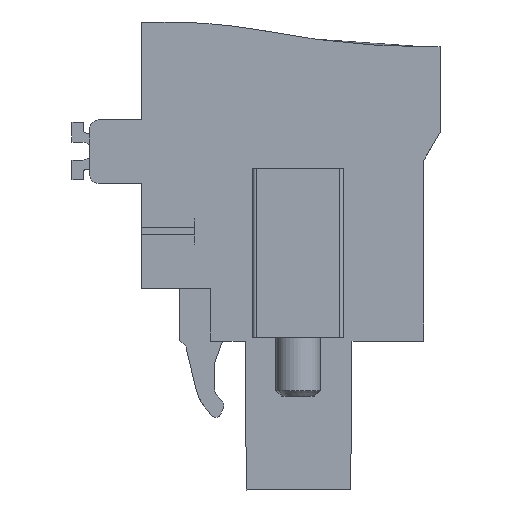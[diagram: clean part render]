
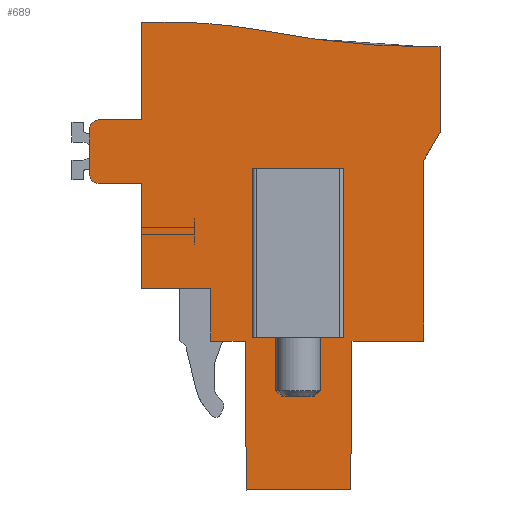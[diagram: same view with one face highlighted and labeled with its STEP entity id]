
A CAD part, left-side view. The second image highlights one B-rep face of the part: STEP entity #689.
In plain terms, the highlighted planar face has unit normal (-1, 0, 0).
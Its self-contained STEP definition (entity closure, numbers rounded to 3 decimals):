
#196=AXIS2_PLACEMENT_3D('Circle Axis2P3D',#194,#195,$) ;
#568=AXIS2_PLACEMENT_3D('Plane Axis2P3D',#565,#566,#567) ;
#584=AXIS2_PLACEMENT_3D('Circle Axis2P3D',#582,#583,$) ;
#596=AXIS2_PLACEMENT_3D('Circle Axis2P3D',#594,#595,$) ;
#610=AXIS2_PLACEMENT_3D('Circle Axis2P3D',#608,#609,$) ;
#49=CARTESIAN_POINT('Vertex',(4.9,4.937,8.35)) ;
#52=CARTESIAN_POINT('Line Origine',(4.9,4.974,4.175)) ;
#56=CARTESIAN_POINT('Vertex',(4.9,5.01,0.)) ;
#87=CARTESIAN_POINT('Vertex',(4.9,0.9,8.35)) ;
#90=CARTESIAN_POINT('Line Origine',(4.9,2.919,8.35)) ;
#118=CARTESIAN_POINT('Vertex',(4.9,0.9,18.5)) ;
#121=CARTESIAN_POINT('Line Origine',(4.9,0.9,13.425)) ;
#151=CARTESIAN_POINT('Vertex',(4.9,0.799,24.85)) ;
#154=CARTESIAN_POINT('Line Origine',(4.9,0.4,24.85)) ;
#158=CARTESIAN_POINT('Vertex',(4.9,0.,24.85)) ;
#191=CARTESIAN_POINT('Vertex',(4.9,14.96,26.244)) ;
#194=CARTESIAN_POINT('Axis2P3D Location',(4.9,15.455,-5.752)) ;
#198=CARTESIAN_POINT('Vertex',(4.9,9.83,25.75)) ;
#229=CARTESIAN_POINT('Vertex',(4.9,16.75,26.244)) ;
#232=CARTESIAN_POINT('Line Origine',(4.9,15.855,26.244)) ;
#260=CARTESIAN_POINT('Vertex',(4.9,16.75,20.75)) ;
#263=CARTESIAN_POINT('Line Origine',(4.9,16.75,23.497)) ;
#314=CARTESIAN_POINT('Vertex',(4.9,12.85,11.3)) ;
#317=CARTESIAN_POINT('Line Origine',(4.9,14.8,11.3)) ;
#321=CARTESIAN_POINT('Vertex',(4.9,16.75,11.3)) ;
#388=CARTESIAN_POINT('Vertex',(4.9,12.85,8.35)) ;
#393=CARTESIAN_POINT('Line Origine',(4.9,12.85,9.825)) ;
#492=CARTESIAN_POINT('Vertex',(4.9,10.933,8.35)) ;
#495=CARTESIAN_POINT('Line Origine',(4.9,11.891,8.35)) ;
#550=CARTESIAN_POINT('Vertex',(4.9,10.86,0.)) ;
#553=CARTESIAN_POINT('Line Origine',(4.9,10.896,4.175)) ;
#565=CARTESIAN_POINT('Axis2P3D Location',(4.9,0.,0.)) ;
#570=CARTESIAN_POINT('Line Origine',(4.9,0.45,19.279)) ;
#574=CARTESIAN_POINT('Vertex',(4.9,0.,20.059)) ;
#577=CARTESIAN_POINT('Line Origine',(4.9,0.,22.454)) ;
#582=CARTESIAN_POINT('Axis2P3D Location',(4.9,0.576,72.849)) ;
#587=CARTESIAN_POINT('Line Origine',(4.9,17.95,20.75)) ;
#591=CARTESIAN_POINT('Vertex',(4.9,19.15,20.75)) ;
#594=CARTESIAN_POINT('Axis2P3D Location',(4.9,19.15,20.25)) ;
#598=CARTESIAN_POINT('Vertex',(4.9,19.65,20.25)) ;
#601=CARTESIAN_POINT('Line Origine',(4.9,19.65,18.975)) ;
#605=CARTESIAN_POINT('Vertex',(4.9,19.65,17.7)) ;
#608=CARTESIAN_POINT('Axis2P3D Location',(4.9,19.15,17.7)) ;
#612=CARTESIAN_POINT('Vertex',(4.9,19.15,17.2)) ;
#615=CARTESIAN_POINT('Line Origine',(4.9,17.95,17.2)) ;
#619=CARTESIAN_POINT('Vertex',(4.9,16.75,17.2)) ;
#622=CARTESIAN_POINT('Line Origine',(4.9,16.75,14.25)) ;
#627=CARTESIAN_POINT('Line Origine',(4.9,7.935,0.)) ;
#655=CARTESIAN_POINT('Line Origine',(4.9,7.96,8.55)) ;
#659=CARTESIAN_POINT('Vertex',(4.9,5.41,8.55)) ;
#661=CARTESIAN_POINT('Vertex',(4.9,10.51,8.55)) ;
#664=CARTESIAN_POINT('Line Origine',(4.9,10.51,13.3)) ;
#668=CARTESIAN_POINT('Vertex',(4.9,10.51,18.05)) ;
#671=CARTESIAN_POINT('Line Origine',(4.9,7.96,18.05)) ;
#675=CARTESIAN_POINT('Vertex',(4.9,5.41,18.05)) ;
#678=CARTESIAN_POINT('Line Origine',(4.9,5.41,13.3)) ;
#53=DIRECTION('Vector Direction',(0.,0.009,-1.)) ;
#91=DIRECTION('Vector Direction',(0.,1.,0.)) ;
#122=DIRECTION('Vector Direction',(0.,0.,-1.)) ;
#155=DIRECTION('Vector Direction',(0.,-1.,0.)) ;
#195=DIRECTION('Axis2P3D Direction',(-1.,0.,0.)) ;
#233=DIRECTION('Vector Direction',(0.,1.,0.)) ;
#264=DIRECTION('Vector Direction',(0.,0.,1.)) ;
#318=DIRECTION('Vector Direction',(0.,1.,0.)) ;
#394=DIRECTION('Vector Direction',(0.,0.,1.)) ;
#496=DIRECTION('Vector Direction',(0.,1.,0.)) ;
#554=DIRECTION('Vector Direction',(0.,0.009,1.)) ;
#566=DIRECTION('Axis2P3D Direction',(-1.,0.,0.)) ;
#567=DIRECTION('Axis2P3D XDirection',(0.,0.,1.)) ;
#571=DIRECTION('Vector Direction',(0.,0.5,-0.866)) ;
#578=DIRECTION('Vector Direction',(0.,0.,-1.)) ;
#583=DIRECTION('Axis2P3D Direction',(-1.,0.,0.)) ;
#588=DIRECTION('Vector Direction',(0.,-1.,0.)) ;
#595=DIRECTION('Axis2P3D Direction',(-1.,0.,0.)) ;
#602=DIRECTION('Vector Direction',(0.,0.,1.)) ;
#609=DIRECTION('Axis2P3D Direction',(-1.,0.,0.)) ;
#616=DIRECTION('Vector Direction',(0.,1.,0.)) ;
#623=DIRECTION('Vector Direction',(0.,0.,1.)) ;
#628=DIRECTION('Vector Direction',(0.,1.,0.)) ;
#656=DIRECTION('Vector Direction',(0.,-1.,0.)) ;
#665=DIRECTION('Vector Direction',(0.,0.,1.)) ;
#672=DIRECTION('Vector Direction',(0.,-1.,0.)) ;
#679=DIRECTION('Vector Direction',(0.,0.,1.)) ;
#54=VECTOR('Line Direction',#53,1.) ;
#92=VECTOR('Line Direction',#91,1.) ;
#123=VECTOR('Line Direction',#122,1.) ;
#156=VECTOR('Line Direction',#155,1.) ;
#234=VECTOR('Line Direction',#233,1.) ;
#265=VECTOR('Line Direction',#264,1.) ;
#319=VECTOR('Line Direction',#318,1.) ;
#395=VECTOR('Line Direction',#394,1.) ;
#497=VECTOR('Line Direction',#496,1.) ;
#555=VECTOR('Line Direction',#554,1.) ;
#572=VECTOR('Line Direction',#571,1.) ;
#579=VECTOR('Line Direction',#578,1.) ;
#589=VECTOR('Line Direction',#588,1.) ;
#603=VECTOR('Line Direction',#602,1.) ;
#617=VECTOR('Line Direction',#616,1.) ;
#624=VECTOR('Line Direction',#623,1.) ;
#629=VECTOR('Line Direction',#628,1.) ;
#657=VECTOR('Line Direction',#656,1.) ;
#666=VECTOR('Line Direction',#665,1.) ;
#673=VECTOR('Line Direction',#672,1.) ;
#680=VECTOR('Line Direction',#679,1.) ;
#633=ORIENTED_EDGE('',*,*,#58,.T.) ;
#634=ORIENTED_EDGE('',*,*,#94,.T.) ;
#635=ORIENTED_EDGE('',*,*,#125,.T.) ;
#636=ORIENTED_EDGE('',*,*,#576,.T.) ;
#637=ORIENTED_EDGE('',*,*,#581,.T.) ;
#638=ORIENTED_EDGE('',*,*,#160,.T.) ;
#639=ORIENTED_EDGE('',*,*,#586,.T.) ;
#640=ORIENTED_EDGE('',*,*,#200,.T.) ;
#641=ORIENTED_EDGE('',*,*,#236,.T.) ;
#642=ORIENTED_EDGE('',*,*,#267,.T.) ;
#643=ORIENTED_EDGE('',*,*,#593,.T.) ;
#644=ORIENTED_EDGE('',*,*,#600,.T.) ;
#645=ORIENTED_EDGE('',*,*,#607,.T.) ;
#646=ORIENTED_EDGE('',*,*,#614,.T.) ;
#647=ORIENTED_EDGE('',*,*,#621,.T.) ;
#648=ORIENTED_EDGE('',*,*,#626,.T.) ;
#649=ORIENTED_EDGE('',*,*,#323,.T.) ;
#650=ORIENTED_EDGE('',*,*,#397,.T.) ;
#651=ORIENTED_EDGE('',*,*,#499,.T.) ;
#652=ORIENTED_EDGE('',*,*,#557,.T.) ;
#653=ORIENTED_EDGE('',*,*,#631,.T.) ;
#684=ORIENTED_EDGE('',*,*,#663,.T.) ;
#685=ORIENTED_EDGE('',*,*,#670,.T.) ;
#686=ORIENTED_EDGE('',*,*,#677,.F.) ;
#687=ORIENTED_EDGE('',*,*,#682,.F.) ;
#688=FACE_BOUND('',#683,.T.) ;
#689=ADVANCED_FACE('HOUSING',(#654,#688),#569,.T.) ;
#197=CIRCLE('generated circle',#196,32.) ;
#585=CIRCLE('generated circle',#584,48.) ;
#597=CIRCLE('generated circle',#596,0.5) ;
#611=CIRCLE('generated circle',#610,0.5) ;
#58=EDGE_CURVE('',#57,#50,#55,.F.) ;
#94=EDGE_CURVE('',#50,#88,#93,.F.) ;
#125=EDGE_CURVE('',#88,#119,#124,.F.) ;
#160=EDGE_CURVE('',#159,#152,#157,.F.) ;
#200=EDGE_CURVE('',#199,#192,#197,.T.) ;
#236=EDGE_CURVE('',#192,#230,#235,.T.) ;
#267=EDGE_CURVE('',#230,#261,#266,.F.) ;
#323=EDGE_CURVE('',#322,#315,#320,.F.) ;
#397=EDGE_CURVE('',#315,#389,#396,.F.) ;
#499=EDGE_CURVE('',#389,#493,#498,.F.) ;
#557=EDGE_CURVE('',#493,#551,#556,.F.) ;
#576=EDGE_CURVE('',#119,#575,#573,.F.) ;
#581=EDGE_CURVE('',#575,#159,#580,.F.) ;
#586=EDGE_CURVE('',#152,#199,#585,.F.) ;
#593=EDGE_CURVE('',#261,#592,#590,.F.) ;
#600=EDGE_CURVE('',#592,#599,#597,.T.) ;
#607=EDGE_CURVE('',#599,#606,#604,.F.) ;
#614=EDGE_CURVE('',#606,#613,#611,.T.) ;
#621=EDGE_CURVE('',#613,#620,#618,.F.) ;
#626=EDGE_CURVE('',#620,#322,#625,.F.) ;
#631=EDGE_CURVE('',#551,#57,#630,.F.) ;
#663=EDGE_CURVE('',#660,#662,#658,.F.) ;
#670=EDGE_CURVE('',#662,#669,#667,.T.) ;
#677=EDGE_CURVE('',#676,#669,#674,.F.) ;
#682=EDGE_CURVE('',#660,#676,#681,.T.) ;
#632=EDGE_LOOP('',(#633,#634,#635,#636,#637,#638,#639,#640,#641,#642,#643,#644,#645,#646,#647,#648,#649,#650,#651,#652,#653)) ;
#683=EDGE_LOOP('',(#684,#685,#686,#687)) ;
#654=FACE_OUTER_BOUND('',#632,.T.) ;
#55=LINE('Line',#52,#54) ;
#93=LINE('Line',#90,#92) ;
#124=LINE('Line',#121,#123) ;
#157=LINE('Line',#154,#156) ;
#235=LINE('Line',#232,#234) ;
#266=LINE('Line',#263,#265) ;
#320=LINE('Line',#317,#319) ;
#396=LINE('Line',#393,#395) ;
#498=LINE('Line',#495,#497) ;
#556=LINE('Line',#553,#555) ;
#573=LINE('Line',#570,#572) ;
#580=LINE('Line',#577,#579) ;
#590=LINE('Line',#587,#589) ;
#604=LINE('Line',#601,#603) ;
#618=LINE('Line',#615,#617) ;
#625=LINE('Line',#622,#624) ;
#630=LINE('Line',#627,#629) ;
#658=LINE('Line',#655,#657) ;
#667=LINE('Line',#664,#666) ;
#674=LINE('Line',#671,#673) ;
#681=LINE('Line',#678,#680) ;
#569=PLANE('',#568) ;
#50=VERTEX_POINT('',#49) ;
#57=VERTEX_POINT('',#56) ;
#88=VERTEX_POINT('',#87) ;
#119=VERTEX_POINT('',#118) ;
#152=VERTEX_POINT('',#151) ;
#159=VERTEX_POINT('',#158) ;
#192=VERTEX_POINT('',#191) ;
#199=VERTEX_POINT('',#198) ;
#230=VERTEX_POINT('',#229) ;
#261=VERTEX_POINT('',#260) ;
#315=VERTEX_POINT('',#314) ;
#322=VERTEX_POINT('',#321) ;
#389=VERTEX_POINT('',#388) ;
#493=VERTEX_POINT('',#492) ;
#551=VERTEX_POINT('',#550) ;
#575=VERTEX_POINT('',#574) ;
#592=VERTEX_POINT('',#591) ;
#599=VERTEX_POINT('',#598) ;
#606=VERTEX_POINT('',#605) ;
#613=VERTEX_POINT('',#612) ;
#620=VERTEX_POINT('',#619) ;
#660=VERTEX_POINT('',#659) ;
#662=VERTEX_POINT('',#661) ;
#669=VERTEX_POINT('',#668) ;
#676=VERTEX_POINT('',#675) ;
